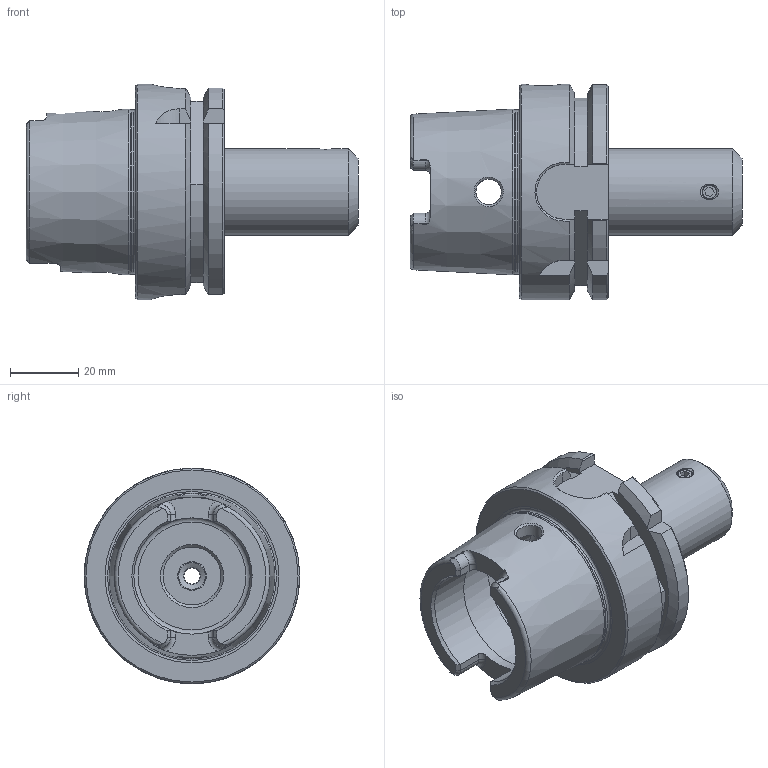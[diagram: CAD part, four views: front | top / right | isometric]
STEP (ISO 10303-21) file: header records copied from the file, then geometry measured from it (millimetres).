
FILE_DESCRIPTION((''),'2;1');
FILE_NAME('H63-18EM2.stp','2014-08-21T10:43:53',('kaykin'),(''),'Autodesk Inventor 2012','Autodesk Inventor 2012','');
FILE_SCHEMA(('AUTOMOTIVE_DESIGN { 1 0 10303 214 1 1 1 1 }'));
Length unit declared in the file: inch
Products named in the file (3): H63-18EM2; H63-18EM2-1; 029-014
Assembly tree (2 placements, depth 2):
  H63-18EM2
    H63-18EM2-1
    029-014
Bounding box: 97.07 x 63 x 63 mm (x, y, z)
Volume: 99250.8 mm3; surface area: 26558.6 mm2
Topology: 2 solids, 2 shells, 149 faces, 382 edges, 242 vertices
Faces by surface type: plane 62, cylinder 37, cone 27, torus 12, bspline 11
Full cylindrical faces by diameter (mm): 3.962 x1, 4.763 x1, 4.826 x1, 7.5 x2, 7.798 x1, 8.4 x1, 10 x1, 16.916 x1, 19.016 x1, 25.4 x1, 34 x2, 40 x1, 48.041 x1, 63 x1
Entity records: 5247 total; most frequent: CARTESIAN_POINT 1810, ORIENTED_EDGE 666, DIRECTION 619, EDGE_CURVE 333, AXIS2_PLACEMENT_3D 248, VERTEX_POINT 228, EDGE_LOOP 197, FACE_OUTER_BOUND 149
